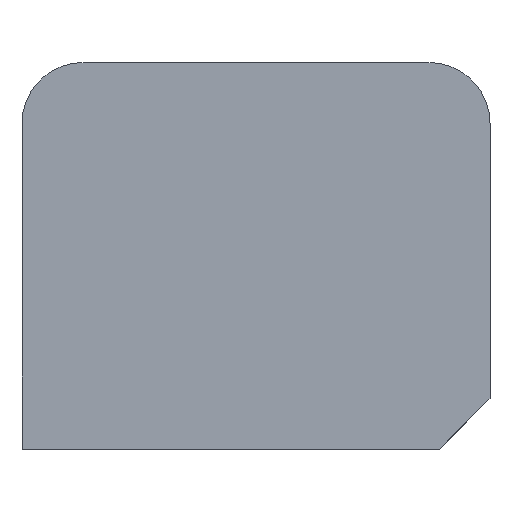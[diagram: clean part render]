
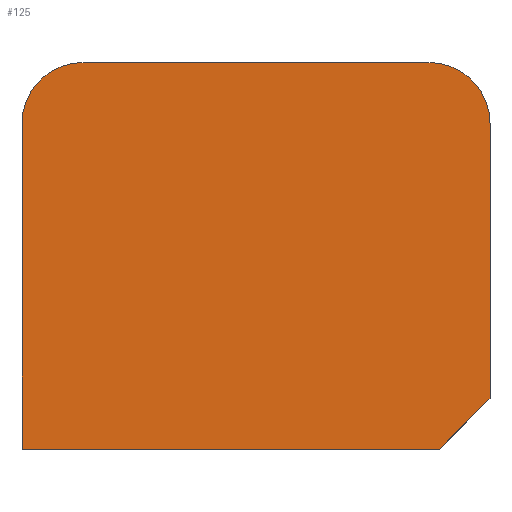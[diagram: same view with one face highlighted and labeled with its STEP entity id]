
A CAD part, top view. The second image highlights one B-rep face of the part: STEP entity #125.
In plain terms, the highlighted planar face has unit normal (0, 0, 1).
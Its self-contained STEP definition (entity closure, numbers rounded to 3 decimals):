
#115=CIRCLE('',#268,0.03);
#117=CIRCLE('',#272,0.03);
#125=ADVANCED_FACE('',(#141),#132,.T.);
#132=PLANE('',#275);
#141=FACE_OUTER_BOUND('',#150,.T.);
#150=EDGE_LOOP('',(#180,#181,#182,#183,#184,#185,#186));
#180=ORIENTED_EDGE('',*,*,#210,.F.);
#181=ORIENTED_EDGE('',*,*,#214,.T.);
#182=ORIENTED_EDGE('',*,*,#217,.F.);
#183=ORIENTED_EDGE('',*,*,#220,.T.);
#184=ORIENTED_EDGE('',*,*,#223,.F.);
#185=ORIENTED_EDGE('',*,*,#226,.T.);
#186=ORIENTED_EDGE('',*,*,#228,.F.);
#196=VERTEX_POINT('',#327);
#197=VERTEX_POINT('',#329);
#199=VERTEX_POINT('',#335);
#201=VERTEX_POINT('',#341);
#203=VERTEX_POINT('',#347);
#205=VERTEX_POINT('',#353);
#207=VERTEX_POINT('',#359);
#210=EDGE_CURVE('',#196,#197,#231,.T.);
#214=EDGE_CURVE('',#196,#199,#235,.T.);
#217=EDGE_CURVE('',#201,#199,#238,.T.);
#220=EDGE_CURVE('',#201,#203,#115,.T.);
#223=EDGE_CURVE('',#205,#203,#242,.T.);
#226=EDGE_CURVE('',#205,#207,#117,.T.);
#228=EDGE_CURVE('',#197,#207,#245,.T.);
#231=LINE('',#328,#248);
#235=LINE('',#336,#252);
#238=LINE('',#342,#255);
#242=LINE('',#354,#259);
#245=LINE('',#363,#262);
#248=VECTOR('',#281,1.);
#252=VECTOR('',#287,1.);
#255=VECTOR('',#292,1.);
#259=VECTOR('',#304,1.);
#262=VECTOR('',#315,1.);
#268=AXIS2_PLACEMENT_3D('',#348,#298,#299);
#272=AXIS2_PLACEMENT_3D('',#360,#310,#311);
#275=AXIS2_PLACEMENT_3D('',#365,#318,#319);
#281=DIRECTION('',(-1.,0.,0.));
#287=DIRECTION('',(0.707,0.707,0.));
#292=DIRECTION('',(0.,-1.,0.));
#298=DIRECTION('',(0.,0.,1.));
#299=DIRECTION('',(1.,0.,0.));
#304=DIRECTION('',(1.,0.,0.));
#310=DIRECTION('',(0.,0.,1.));
#311=DIRECTION('',(1.,0.,0.));
#315=DIRECTION('',(0.,1.,0.));
#318=DIRECTION('',(0.,0.,1.));
#319=DIRECTION('',(-1.,0.,0.));
#327=CARTESIAN_POINT('',(0.59,0.155,0.25));
#328=CARTESIAN_POINT('',(0.5,0.155,0.25));
#329=CARTESIAN_POINT('',(0.385,0.155,0.25));
#335=CARTESIAN_POINT('',(0.615,0.18,0.25));
#336=CARTESIAN_POINT('',(0.593,0.158,0.25));
#341=CARTESIAN_POINT('',(0.615,0.315,0.25));
#342=CARTESIAN_POINT('',(0.615,0.25,0.25));
#347=CARTESIAN_POINT('',(0.585,0.345,0.25));
#348=CARTESIAN_POINT('',(0.585,0.315,0.25));
#353=CARTESIAN_POINT('',(0.415,0.345,0.25));
#354=CARTESIAN_POINT('',(0.5,0.345,0.25));
#359=CARTESIAN_POINT('',(0.385,0.315,0.25));
#360=CARTESIAN_POINT('',(0.415,0.315,0.25));
#363=CARTESIAN_POINT('',(0.385,0.25,0.25));
#365=CARTESIAN_POINT('',(0.5,0.25,0.25));
